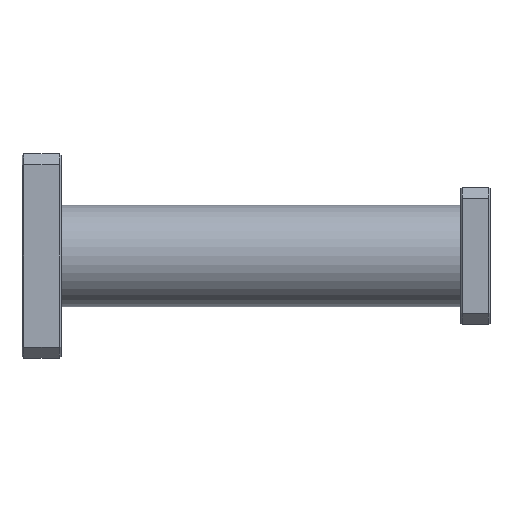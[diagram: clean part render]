
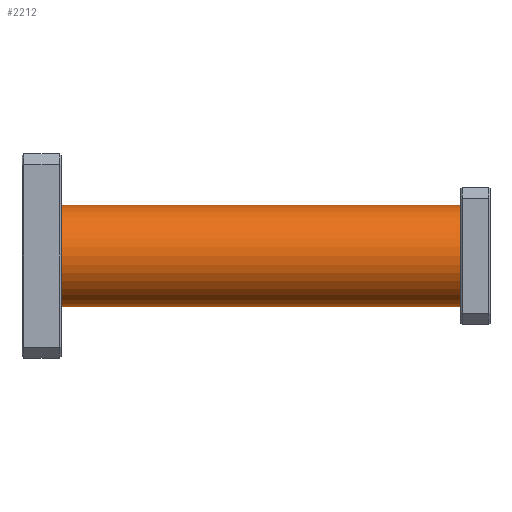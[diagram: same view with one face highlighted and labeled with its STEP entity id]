
A CAD part, front view. The second image highlights one B-rep face of the part: STEP entity #2212.
In plain terms, the highlighted cylindrical face has radius 8.255 mm (diameter 16.51 mm), a partial arc.
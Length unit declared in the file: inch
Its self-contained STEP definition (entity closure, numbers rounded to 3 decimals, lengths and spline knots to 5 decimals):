
#39 = CARTESIAN_POINT ( 'NONE',  ( 0., 0., 0.325 ) ) ;
#173 = FACE_OUTER_BOUND ( 'NONE', #2262, .T. ) ;
#194 = ORIENTED_EDGE ( 'NONE', *, *, #1570, .F. ) ;
#221 = DIRECTION ( 'NONE',  ( 1., 0., 0. ) ) ;
#268 = CARTESIAN_POINT ( 'NONE',  ( 0., 0., 0. ) ) ;
#275 = VERTEX_POINT ( 'NONE', #2333 ) ;
#305 = VECTOR ( 'NONE', #2177, 39.37008 ) ;
#307 = AXIS2_PLACEMENT_3D ( 'NONE', #523, #2133, #862 ) ;
#354 = EDGE_CURVE ( 'NONE', #1947, #275, #1377, .T. ) ;
#523 = CARTESIAN_POINT ( 'NONE',  ( 0.25, 0., 0. ) ) ;
#702 = CARTESIAN_POINT ( 'NONE',  ( 0.25, 0., 0.325 ) ) ;
#838 = ORIENTED_EDGE ( 'NONE', *, *, #1332, .T. ) ;
#862 = DIRECTION ( 'NONE',  ( 0., 0., -1. ) ) ;
#935 = EDGE_CURVE ( 'NONE', #1917, #1527, #2327, .T. ) ;
#953 = DIRECTION ( 'NONE',  ( 0., 0., -1. ) ) ;
#1101 = CARTESIAN_POINT ( 'NONE',  ( 0., 0., -0.325 ) ) ;
#1135 = DIRECTION ( 'NONE',  ( 1., 0., 0. ) ) ;
#1148 = DIRECTION ( 'NONE',  ( 1., 0., 0. ) ) ;
#1164 = AXIS2_PLACEMENT_3D ( 'NONE', #268, #1135, #2041 ) ;
#1293 = ORIENTED_EDGE ( 'NONE', *, *, #935, .F. ) ;
#1306 = CYLINDRICAL_SURFACE ( 'NONE', #1164, 0.325 ) ;
#1332 = EDGE_CURVE ( 'NONE', #1917, #1947, #1572, .T. ) ;
#1377 = LINE ( 'NONE', #1101, #305 ) ;
#1527 = VERTEX_POINT ( 'NONE', #2030 ) ;
#1568 = CIRCLE ( 'NONE', #2187, 0.325 ) ;
#1570 = EDGE_CURVE ( 'NONE', #1527, #275, #1568, .T. ) ;
#1572 = CIRCLE ( 'NONE', #307, 0.325 ) ;
#1600 = VECTOR ( 'NONE', #221, 39.37008 ) ;
#1829 = ORIENTED_EDGE ( 'NONE', *, *, #354, .T. ) ;
#1917 = VERTEX_POINT ( 'NONE', #702 ) ;
#1947 = VERTEX_POINT ( 'NONE', #1956 ) ;
#1956 = CARTESIAN_POINT ( 'NONE',  ( 0.25, 0., -0.325 ) ) ;
#2019 = CARTESIAN_POINT ( 'NONE',  ( 2.812, 0., 0. ) ) ;
#2030 = CARTESIAN_POINT ( 'NONE',  ( 2.812, 0., 0.325 ) ) ;
#2041 = DIRECTION ( 'NONE',  ( 0., 0., -1. ) ) ;
#2133 = DIRECTION ( 'NONE',  ( 1., 0., 0. ) ) ;
#2177 = DIRECTION ( 'NONE',  ( 1., 0., 0. ) ) ;
#2187 = AXIS2_PLACEMENT_3D ( 'NONE', #2019, #1148, #953 ) ;
#2212 = ADVANCED_FACE ( 'NONE', ( #173 ), #1306, .T. ) ;
#2262 = EDGE_LOOP ( 'NONE', ( #1293, #838, #1829, #194 ) ) ;
#2327 = LINE ( 'NONE', #39, #1600 ) ;
#2333 = CARTESIAN_POINT ( 'NONE',  ( 2.812, 0., -0.325 ) ) ;
